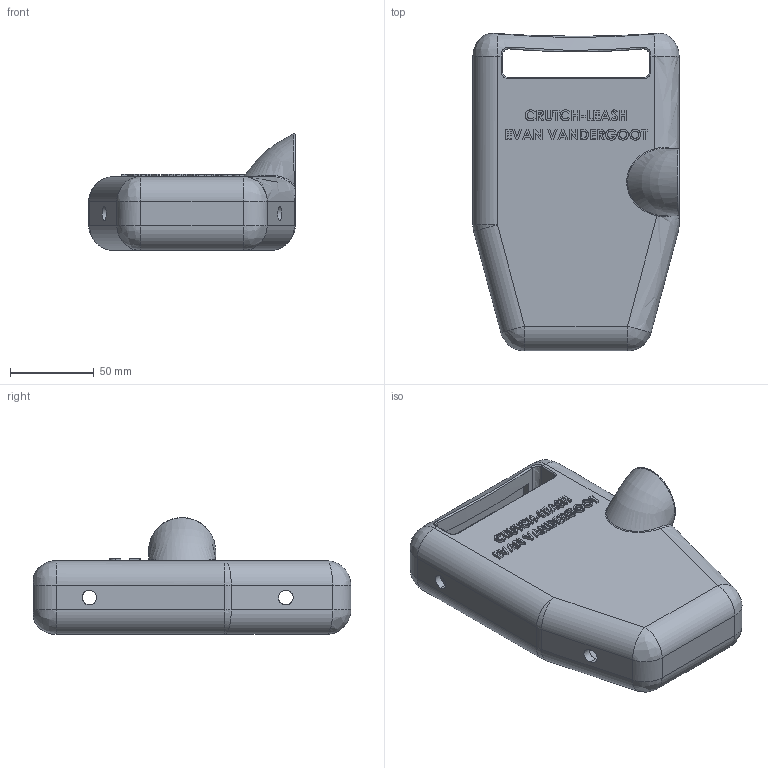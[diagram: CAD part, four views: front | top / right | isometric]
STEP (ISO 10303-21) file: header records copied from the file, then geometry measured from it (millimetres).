
FILE_DESCRIPTION(('FreeCAD Model'),'2;1');
FILE_NAME('Open CASCADE Shape Model','2025-05-03T10:44:23',('FreeCAD'),( 'FreeCAD'),'Open CASCADE STEP processor 7.6','FreeCAD','Unknown');
FILE_SCHEMA(('AUTOMOTIVE_DESIGN { 1 0 10303 214 1 1 1 1 }'));
Length unit declared in the file: millimetre
Products named in the file (1): Open CASCADE STEP translator 7.6 1
Bounding box: 122.8 x 189.17 x 69.53 mm (x, y, z)
Volume: 262853.4 mm3; surface area: 124506.1 mm2
Topology: 1 solids, 1 shells, 456 faces, 1188 edges, 749 vertices
Faces by surface type: bspline 456
Entity records: 21195 total; most frequent: CARTESIAN_POINT 14111, ORIENTED_EDGE 2342, EDGE_CURVE 1171, B_SPLINE_CURVE_WITH_KNOTS 1011, VERTEX_POINT 749, FACE_BOUND 502, EDGE_LOOP 502, ADVANCED_FACE 456
